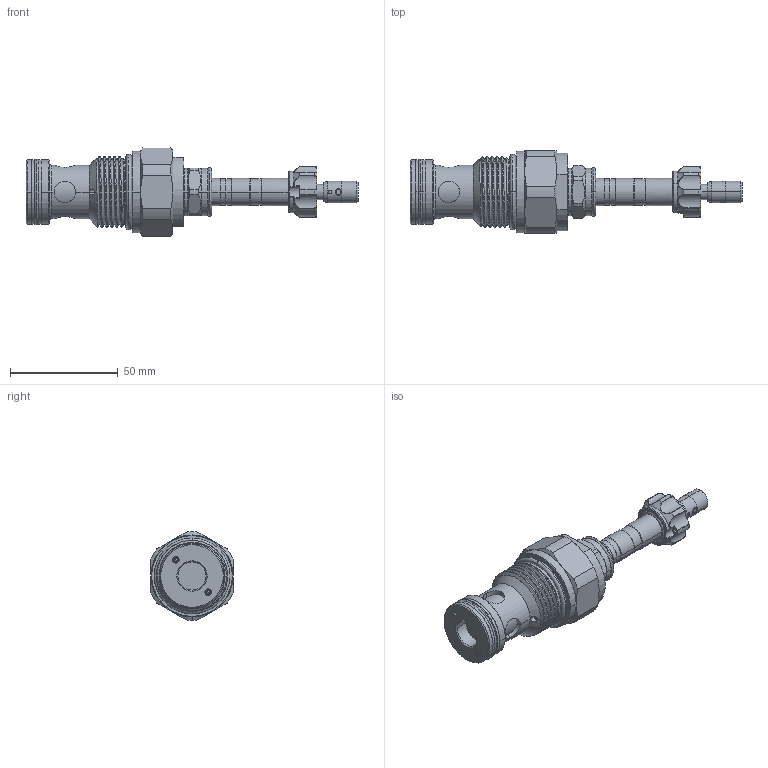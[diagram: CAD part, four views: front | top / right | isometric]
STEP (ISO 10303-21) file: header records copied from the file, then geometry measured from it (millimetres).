
FILE_DESCRIPTION (( 'STEP AP203' ), '1' );
FILE_NAME ('EP21E2A31T95.STEP', '2021-03-11T06:56:44', ( '' ), ( '' ), 'SwSTEP 2.0', 'SolidWorks 2018', '' );
FILE_SCHEMA (( 'CONFIG_CONTROL_DESIGN' ));
Length unit declared in the file: millimetre
Products named in the file (1): EP21E2A31T95
Bounding box: 153.75 x 38 x 41.1 mm (x, y, z)
Volume: 73111.3 mm3; surface area: 19138.4 mm2
Topology: 7 solids, 7 shells, 436 faces, 1066 edges, 654 vertices
Faces by surface type: cylinder 185, cone 87, plane 70, torus 51, bspline 39, sphere 4
Entity records: 19336 total; most frequent: CARTESIAN_POINT 9438, ORIENTED_EDGE 2100, DIRECTION 2033, EDGE_CURVE 1050, AXIS2_PLACEMENT_3D 852, VERTEX_POINT 648, EDGE_LOOP 466, CIRCLE 454
